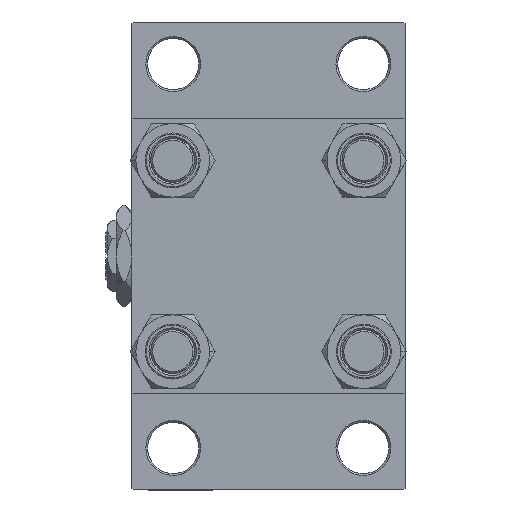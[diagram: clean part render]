
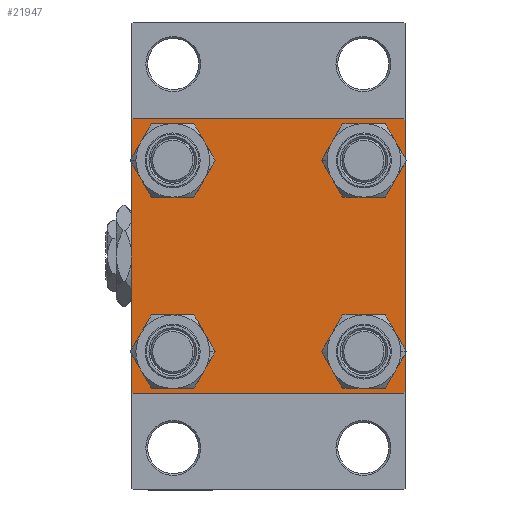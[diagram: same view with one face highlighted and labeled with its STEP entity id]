
A CAD part, left-side view. The second image highlights one B-rep face of the part: STEP entity #21947.
In plain terms, the highlighted planar face has unit normal (-1, 0, 0).
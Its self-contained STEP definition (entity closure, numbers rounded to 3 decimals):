
#596 = VERTEX_POINT ( 'NONE', #45583 ) ;
#1564 = EDGE_CURVE ( 'NONE', #6230, #31422, #18257, .T. ) ;
#1666 = ORIENTED_EDGE ( 'NONE', *, *, #15322, .T. ) ;
#1938 = CIRCLE ( 'NONE', #23365, 6.5 ) ;
#3174 = CARTESIAN_POINT ( 'NONE',  ( 0., -26.15, 19.65 ) ) ;
#4274 = VERTEX_POINT ( 'NONE', #10519 ) ;
#4549 = VERTEX_POINT ( 'NONE', #31842 ) ;
#4856 = CARTESIAN_POINT ( 'NONE',  ( 0., 26.15, -19.65 ) ) ;
#5336 = DIRECTION ( 'NONE',  ( 0., 0., 1. ) ) ;
#5782 = AXIS2_PLACEMENT_3D ( 'NONE', #31663, #46829, #27934 ) ;
#5855 = FACE_BOUND ( 'NONE', #29866, .T. ) ;
#6109 = PLANE ( 'NONE',  #26698 ) ;
#6204 = CARTESIAN_POINT ( 'NONE',  ( 0., -37.5, 37.5 ) ) ;
#6230 = VERTEX_POINT ( 'NONE', #3174 ) ;
#6798 = DIRECTION ( 'NONE',  ( 1., 0., 0. ) ) ;
#7473 = EDGE_CURVE ( 'NONE', #38582, #596, #24711, .T. ) ;
#7773 = CARTESIAN_POINT ( 'NONE',  ( 0., -26.15, -26.15 ) ) ;
#8537 = CARTESIAN_POINT ( 'NONE',  ( 0., 37., 37.5 ) ) ;
#8614 = ORIENTED_EDGE ( 'NONE', *, *, #38926, .T. ) ;
#9056 = DIRECTION ( 'NONE',  ( 1., 0., 0. ) ) ;
#9131 = LINE ( 'NONE', #24281, #44416 ) ;
#9831 = ORIENTED_EDGE ( 'NONE', *, *, #29904, .T. ) ;
#10519 = CARTESIAN_POINT ( 'NONE',  ( 0., 37., -37.5 ) ) ;
#11059 = CARTESIAN_POINT ( 'NONE',  ( 0., 37.5, 37.5 ) ) ;
#11221 = EDGE_CURVE ( 'NONE', #31422, #6230, #19295, .T. ) ;
#12133 = DIRECTION ( 'NONE',  ( 0., -0.707, -0.707 ) ) ;
#12218 = VECTOR ( 'NONE', #28776, 1000. ) ;
#12593 = DIRECTION ( 'NONE',  ( 0., 0., -1. ) ) ;
#12614 = EDGE_CURVE ( 'NONE', #596, #38582, #31213, .T. ) ;
#13215 = DIRECTION ( 'NONE',  ( 0., -1., 0. ) ) ;
#13262 = DIRECTION ( 'NONE',  ( 0., 0., 1. ) ) ;
#13465 = CARTESIAN_POINT ( 'NONE',  ( 0., 37.5, 37. ) ) ;
#13568 = ORIENTED_EDGE ( 'NONE', *, *, #11221, .T. ) ;
#13782 = ORIENTED_EDGE ( 'NONE', *, *, #12614, .T. ) ;
#14257 = EDGE_CURVE ( 'NONE', #39924, #18917, #1938, .T. ) ;
#14306 = VERTEX_POINT ( 'NONE', #13465 ) ;
#14810 = ORIENTED_EDGE ( 'NONE', *, *, #35631, .T. ) ;
#15028 = ORIENTED_EDGE ( 'NONE', *, *, #31128, .F. ) ;
#15322 = EDGE_CURVE ( 'NONE', #29745, #38489, #44472, .T. ) ;
#15520 = EDGE_LOOP ( 'NONE', ( #47932, #14810 ) ) ;
#16247 = VECTOR ( 'NONE', #48211, 1000. ) ;
#16922 = DIRECTION ( 'NONE',  ( 0., 0.707, -0.707 ) ) ;
#17694 = DIRECTION ( 'NONE',  ( 1., 0., 0. ) ) ;
#17872 = DIRECTION ( 'NONE',  ( 0., 0., -1. ) ) ;
#18257 = CIRCLE ( 'NONE', #38903, 6.5 ) ;
#18265 = VECTOR ( 'NONE', #17872, 1000. ) ;
#18463 = DIRECTION ( 'NONE',  ( 0., 0., 1. ) ) ;
#18823 = ORIENTED_EDGE ( 'NONE', *, *, #24164, .T. ) ;
#18917 = VERTEX_POINT ( 'NONE', #4856 ) ;
#19006 = LINE ( 'NONE', #11059, #12218 ) ;
#19295 = CIRCLE ( 'NONE', #5782, 6.5 ) ;
#19502 = ORIENTED_EDGE ( 'NONE', *, *, #36307, .T. ) ;
#19562 = VERTEX_POINT ( 'NONE', #43808 ) ;
#19612 = AXIS2_PLACEMENT_3D ( 'NONE', #33362, #44562, #25902 ) ;
#19983 = DIRECTION ( 'NONE',  ( 1., 0., 0. ) ) ;
#19997 = VECTOR ( 'NONE', #48369, 1000. ) ;
#20221 = CARTESIAN_POINT ( 'NONE',  ( 0., -26.15, 26.15 ) ) ;
#20227 = AXIS2_PLACEMENT_3D ( 'NONE', #25506, #44170, #40186 ) ;
#20415 = VERTEX_POINT ( 'NONE', #41362 ) ;
#20419 = CARTESIAN_POINT ( 'NONE',  ( 0., 26.15, 26.15 ) ) ;
#20645 = LINE ( 'NONE', #36060, #48696 ) ;
#21252 = CARTESIAN_POINT ( 'NONE',  ( 0., 0., 0. ) ) ;
#21947 = ADVANCED_FACE ( 'NONE', ( #44853, #24971, #25960, #5855, #40144 ), #6109, .T. ) ;
#22289 = VECTOR ( 'NONE', #13215, 1000. ) ;
#22416 = EDGE_LOOP ( 'NONE', ( #19502, #9831, #22775, #1666, #15028, #8614, #37969, #35292 ) ) ;
#22494 = LINE ( 'NONE', #48134, #19997 ) ;
#22775 = ORIENTED_EDGE ( 'NONE', *, *, #36600, .T. ) ;
#23365 = AXIS2_PLACEMENT_3D ( 'NONE', #48018, #17694, #47512 ) ;
#23555 = CARTESIAN_POINT ( 'NONE',  ( 0., -37., -37.5 ) ) ;
#23573 = CIRCLE ( 'NONE', #19612, 6.5 ) ;
#23854 = CIRCLE ( 'NONE', #30201, 6.5 ) ;
#24164 = EDGE_CURVE ( 'NONE', #18917, #39924, #23573, .T. ) ;
#24281 = CARTESIAN_POINT ( 'NONE',  ( 0., 37.25, -37.25 ) ) ;
#24711 = CIRCLE ( 'NONE', #35056, 6.5 ) ;
#24971 = FACE_BOUND ( 'NONE', #15520, .T. ) ;
#25067 = LINE ( 'NONE', #6204, #18265 ) ;
#25506 = CARTESIAN_POINT ( 'NONE',  ( 0., -26.15, -26.15 ) ) ;
#25647 = CARTESIAN_POINT ( 'NONE',  ( 0., 26.15, -32.65 ) ) ;
#25902 = DIRECTION ( 'NONE',  ( 0., 0., 1. ) ) ;
#25960 = FACE_BOUND ( 'NONE', #34356, .T. ) ;
#26688 = DIRECTION ( 'NONE',  ( 0., 0., 1. ) ) ;
#26698 = AXIS2_PLACEMENT_3D ( 'NONE', #21252, #47853, #26688 ) ;
#27934 = DIRECTION ( 'NONE',  ( 0., 0., 1. ) ) ;
#28776 = DIRECTION ( 'NONE',  ( 0., -1., 0. ) ) ;
#29240 = CARTESIAN_POINT ( 'NONE',  ( 0., -26.15, 32.65 ) ) ;
#29745 = VERTEX_POINT ( 'NONE', #23555 ) ;
#29776 = CIRCLE ( 'NONE', #20227, 6.5 ) ;
#29866 = EDGE_LOOP ( 'NONE', ( #47873, #13782 ) ) ;
#29879 = EDGE_LOOP ( 'NONE', ( #13568, #37375 ) ) ;
#29904 = EDGE_CURVE ( 'NONE', #20415, #4274, #9131, .T. ) ;
#30201 = AXIS2_PLACEMENT_3D ( 'NONE', #7773, #6798, #18463 ) ;
#31128 = EDGE_CURVE ( 'NONE', #4549, #38489, #25067, .T. ) ;
#31213 = CIRCLE ( 'NONE', #36006, 6.5 ) ;
#31422 = VERTEX_POINT ( 'NONE', #29240 ) ;
#31663 = CARTESIAN_POINT ( 'NONE',  ( 0., -26.15, 26.15 ) ) ;
#31842 = CARTESIAN_POINT ( 'NONE',  ( 0., -37.5, 37. ) ) ;
#31915 = CARTESIAN_POINT ( 'NONE',  ( 0., 26.15, 26.15 ) ) ;
#32460 = CARTESIAN_POINT ( 'NONE',  ( 0., 37.5, 37.5 ) ) ;
#33276 = CARTESIAN_POINT ( 'NONE',  ( 0., -37.25, -37.25 ) ) ;
#33362 = CARTESIAN_POINT ( 'NONE',  ( 0., 26.15, -26.15 ) ) ;
#33444 = VECTOR ( 'NONE', #12593, 1000. ) ;
#33945 = VERTEX_POINT ( 'NONE', #8537 ) ;
#34174 = VERTEX_POINT ( 'NONE', #37898 ) ;
#34356 = EDGE_LOOP ( 'NONE', ( #18823, #46141 ) ) ;
#35056 = AXIS2_PLACEMENT_3D ( 'NONE', #31915, #9056, #5336 ) ;
#35292 = ORIENTED_EDGE ( 'NONE', *, *, #41587, .T. ) ;
#35631 = EDGE_CURVE ( 'NONE', #41251, #19562, #23854, .T. ) ;
#36006 = AXIS2_PLACEMENT_3D ( 'NONE', #20419, #43043, #42314 ) ;
#36060 = CARTESIAN_POINT ( 'NONE',  ( 0., 37.25, 37.25 ) ) ;
#36307 = EDGE_CURVE ( 'NONE', #14306, #20415, #47132, .T. ) ;
#36578 = LINE ( 'NONE', #40534, #22289 ) ;
#36600 = EDGE_CURVE ( 'NONE', #4274, #29745, #36578, .T. ) ;
#36872 = CARTESIAN_POINT ( 'NONE',  ( 0., -26.15, -32.65 ) ) ;
#37375 = ORIENTED_EDGE ( 'NONE', *, *, #1564, .T. ) ;
#37898 = CARTESIAN_POINT ( 'NONE',  ( 0., -37., 37.5 ) ) ;
#37969 = ORIENTED_EDGE ( 'NONE', *, *, #43089, .F. ) ;
#38489 = VERTEX_POINT ( 'NONE', #40344 ) ;
#38582 = VERTEX_POINT ( 'NONE', #39548 ) ;
#38903 = AXIS2_PLACEMENT_3D ( 'NONE', #20221, #19983, #13262 ) ;
#38926 = EDGE_CURVE ( 'NONE', #4549, #34174, #22494, .T. ) ;
#39548 = CARTESIAN_POINT ( 'NONE',  ( 0., 26.15, 32.65 ) ) ;
#39924 = VERTEX_POINT ( 'NONE', #25647 ) ;
#40144 = FACE_OUTER_BOUND ( 'NONE', #22416, .T. ) ;
#40186 = DIRECTION ( 'NONE',  ( 0., 0., 1. ) ) ;
#40344 = CARTESIAN_POINT ( 'NONE',  ( 0., -37.5, -37. ) ) ;
#40534 = CARTESIAN_POINT ( 'NONE',  ( 0., 37.5, -37.5 ) ) ;
#41251 = VERTEX_POINT ( 'NONE', #36872 ) ;
#41362 = CARTESIAN_POINT ( 'NONE',  ( 0., 37.5, -37. ) ) ;
#41587 = EDGE_CURVE ( 'NONE', #33945, #14306, #20645, .T. ) ;
#42314 = DIRECTION ( 'NONE',  ( 0., 0., 1. ) ) ;
#43043 = DIRECTION ( 'NONE',  ( 1., 0., 0. ) ) ;
#43089 = EDGE_CURVE ( 'NONE', #33945, #34174, #19006, .T. ) ;
#43808 = CARTESIAN_POINT ( 'NONE',  ( 0., -26.15, -19.65 ) ) ;
#44170 = DIRECTION ( 'NONE',  ( 1., 0., 0. ) ) ;
#44416 = VECTOR ( 'NONE', #12133, 1000. ) ;
#44472 = LINE ( 'NONE', #33276, #16247 ) ;
#44562 = DIRECTION ( 'NONE',  ( 1., 0., 0. ) ) ;
#44853 = FACE_BOUND ( 'NONE', #29879, .T. ) ;
#45583 = CARTESIAN_POINT ( 'NONE',  ( 0., 26.15, 19.65 ) ) ;
#46141 = ORIENTED_EDGE ( 'NONE', *, *, #14257, .T. ) ;
#46829 = DIRECTION ( 'NONE',  ( 1., 0., 0. ) ) ;
#47132 = LINE ( 'NONE', #32460, #33444 ) ;
#47512 = DIRECTION ( 'NONE',  ( 0., 0., 1. ) ) ;
#47853 = DIRECTION ( 'NONE',  ( -1., 0., 0. ) ) ;
#47873 = ORIENTED_EDGE ( 'NONE', *, *, #7473, .T. ) ;
#47932 = ORIENTED_EDGE ( 'NONE', *, *, #48863, .T. ) ;
#48018 = CARTESIAN_POINT ( 'NONE',  ( 0., 26.15, -26.15 ) ) ;
#48134 = CARTESIAN_POINT ( 'NONE',  ( 0., -37.25, 37.25 ) ) ;
#48211 = DIRECTION ( 'NONE',  ( 0., -0.707, 0.707 ) ) ;
#48369 = DIRECTION ( 'NONE',  ( 0., 0.707, 0.707 ) ) ;
#48696 = VECTOR ( 'NONE', #16922, 1000. ) ;
#48863 = EDGE_CURVE ( 'NONE', #19562, #41251, #29776, .T. ) ;
